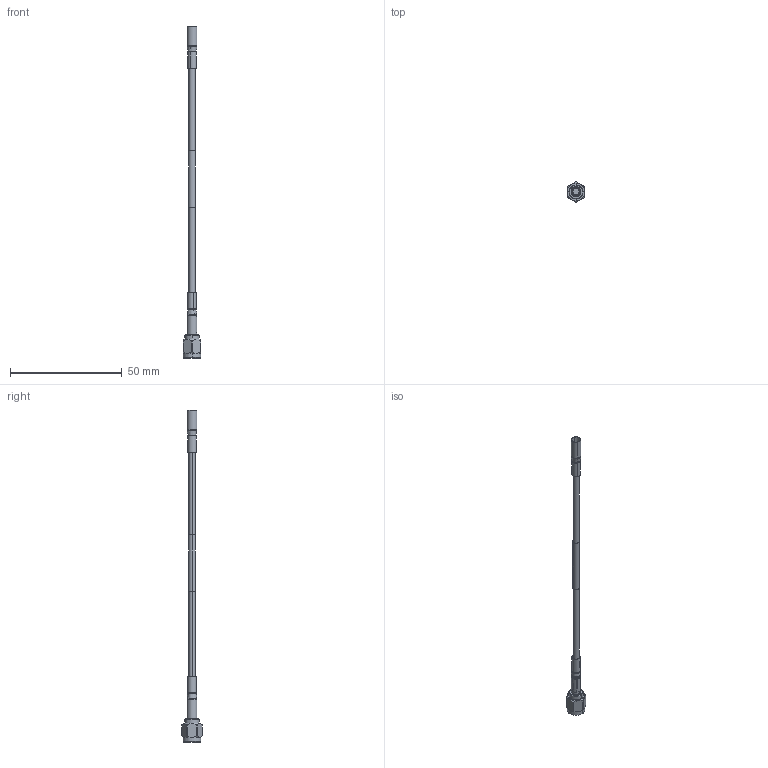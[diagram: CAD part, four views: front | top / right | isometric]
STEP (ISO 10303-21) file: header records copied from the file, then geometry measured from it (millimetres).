
FILE_DESCRIPTION (( 'STEP AP214' ), '1' );
FILE_NAME ('FMCA3172_3D.step', '2023-05-01T21:42:19', ( '' ), ( '' ), 'SwSTEP 2.0', 'SolidWorks 2022', '' );
FILE_SCHEMA (( 'AUTOMOTIVE_DESIGN' ));
Length unit declared in the file: inch
Products named in the file (4): FMCA3172_3D; LMR-100A-PVC-FM_5 INCH CABLE WITH LABEL; SC7060_CRIMPED; CA-100-MA1_.75" LENGTH
Assembly tree (4 placements, depth 2):
  FMCA3172_3D
    LMR-100A-PVC-FM_5 INCH CABLE WITH LABEL
    SC7060_CRIMPED
    CA-100-MA1_.75" LENGTH  x2
Bounding box: 7.94 x 8.99 x 148.72 mm (x, y, z)
Volume: 1364 mm3; surface area: 3001.8 mm2
Topology: 6 solids, 6 shells, 260 faces, 638 edges, 407 vertices
Faces by surface type: plane 109, cylinder 103, cone 27, torus 18, bspline 3
Entity records: 8910 total; most frequent: CARTESIAN_POINT 2302, DIRECTION 1243, ORIENTED_EDGE 1188, EDGE_CURVE 594, AXIS2_PLACEMENT_3D 457, VERTEX_POINT 383, VECTOR 329, LINE 329
